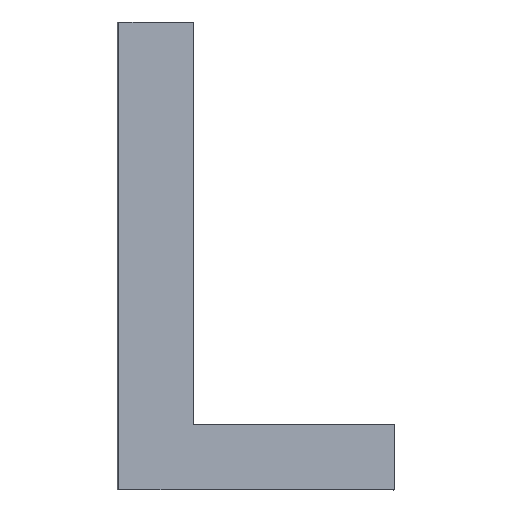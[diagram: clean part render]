
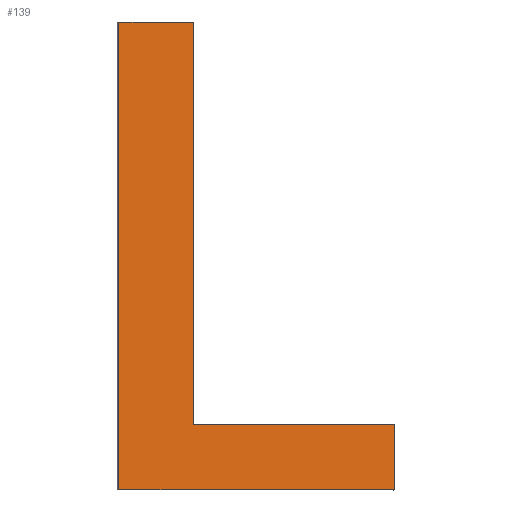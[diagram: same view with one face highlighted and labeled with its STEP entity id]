
A CAD part, top view. The second image highlights one B-rep face of the part: STEP entity #139.
In plain terms, the highlighted planar face has unit normal (0.116, 0, 0.993).
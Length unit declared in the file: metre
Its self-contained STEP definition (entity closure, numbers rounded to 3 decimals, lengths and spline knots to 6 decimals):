
#18=ORIENTED_EDGE('',*,*,#54,.T.);
#19=ORIENTED_EDGE('',*,*,#55,.T.);
#20=ORIENTED_EDGE('',*,*,#56,.T.);
#21=ORIENTED_EDGE('',*,*,#57,.T.);
#22=ORIENTED_EDGE('',*,*,#58,.T.);
#23=ORIENTED_EDGE('',*,*,#59,.T.);
#54=EDGE_CURVE('',#72,#73,#84,.T.);
#55=EDGE_CURVE('',#73,#74,#85,.T.);
#56=EDGE_CURVE('',#74,#75,#86,.T.);
#57=EDGE_CURVE('',#75,#76,#87,.T.);
#58=EDGE_CURVE('',#76,#77,#88,.T.);
#59=EDGE_CURVE('',#77,#72,#89,.T.);
#72=VERTEX_POINT('',#219);
#73=VERTEX_POINT('',#220);
#74=VERTEX_POINT('',#222);
#75=VERTEX_POINT('',#224);
#76=VERTEX_POINT('',#226);
#77=VERTEX_POINT('',#228);
#84=LINE('',#218,#102);
#85=LINE('',#221,#103);
#86=LINE('',#223,#104);
#87=LINE('',#225,#105);
#88=LINE('',#227,#106);
#89=LINE('',#229,#107);
#102=VECTOR('',#179,1.);
#103=VECTOR('',#180,1.);
#104=VECTOR('',#181,1.);
#105=VECTOR('',#182,1.);
#106=VECTOR('',#183,1.);
#107=VECTOR('',#184,1.);
#115=EDGE_LOOP('',(#18,#19,#20,#21,#22,#23));
#123=FACE_BOUND('',#115,.T.);
#131=PLANE('',#160);
#139=ADVANCED_FACE('',(#123),#131,.T.);
#160=AXIS2_PLACEMENT_3D('',#217,#177,#178);
#177=DIRECTION('',(0.116,0.,0.993));
#178=DIRECTION('',(0.993,0.,-0.116));
#179=DIRECTION('',(-0.993,0.,0.116));
#180=DIRECTION('',(0.,1.,0.));
#181=DIRECTION('',(-0.993,0.,0.116));
#182=DIRECTION('',(0.,-1.,0.));
#183=DIRECTION('',(0.993,0.,-0.116));
#184=DIRECTION('',(0.,1.,0.));
#217=CARTESIAN_POINT('',(-0.195252,0.325877,0.032017));
#218=CARTESIAN_POINT('',(-0.267035,0.288103,0.040374));
#219=CARTESIAN_POINT('',(-0.264241,0.288103,0.040048));
#220=CARTESIAN_POINT('',(-0.269828,0.288103,0.040699));
#221=CARTESIAN_POINT('',(-0.269828,0.293687,0.040699));
#222=CARTESIAN_POINT('',(-0.269828,0.299271,0.040699));
#223=CARTESIAN_POINT('',(-0.270867,0.299271,0.04082));
#224=CARTESIAN_POINT('',(-0.271905,0.299271,0.040941));
#225=CARTESIAN_POINT('',(-0.271905,0.292773,0.040941));
#226=CARTESIAN_POINT('',(-0.271905,0.286275,0.040941));
#227=CARTESIAN_POINT('',(-0.268073,0.286275,0.040494));
#228=CARTESIAN_POINT('',(-0.264241,0.286275,0.040048));
#229=CARTESIAN_POINT('',(-0.264241,0.287189,0.040048));
